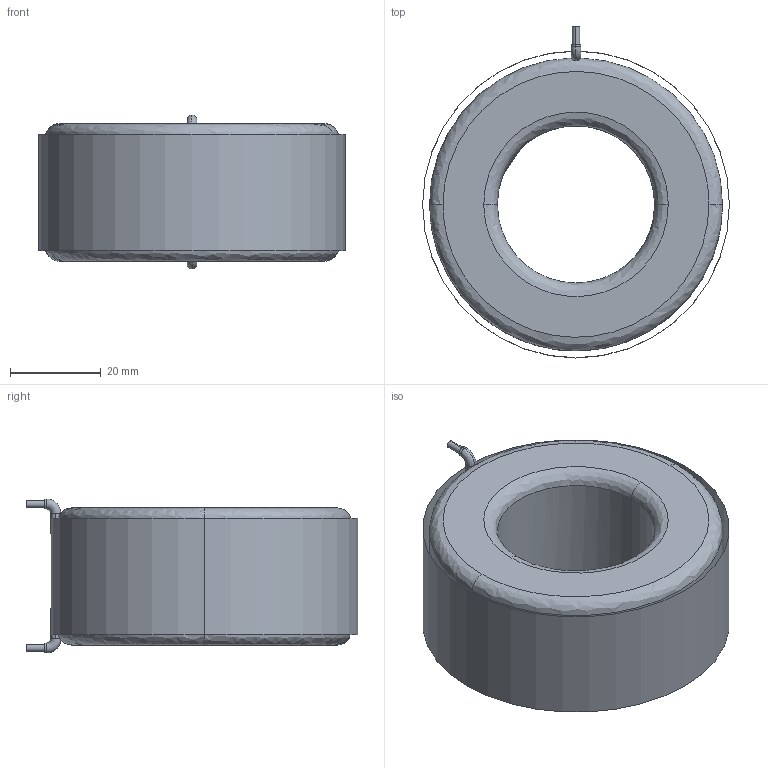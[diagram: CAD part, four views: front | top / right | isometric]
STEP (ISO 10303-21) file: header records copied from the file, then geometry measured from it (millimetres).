
FILE_DESCRIPTION (( 'STEP AP203' ), '1' );
FILE_NAME ('TJ9_1.STEP', '2014-06-19T08:58:20', ( '' ), ( '' ), 'SwSTEP 2.0', 'SolidWorks 2011', '' );
FILE_SCHEMA (( 'CONFIG_CONTROL_DESIGN' ));
Length unit declared in the file: millimetre
Products named in the file (1): TJ9_1
Bounding box: 67.76 x 73.27 x 34 mm (x, y, z)
Surface area: 18987.6 mm2 (no closed solid volume)
Topology: 0 solids, 2 shells, 44 faces, 111 edges, 71 vertices
Faces by surface type: cylinder 20, bspline 12, plane 8, torus 4
Entity records: 2382 total; most frequent: CARTESIAN_POINT 1282, DIRECTION 220, ORIENTED_EDGE 218, EDGE_CURVE 111, AXIS2_PLACEMENT_3D 99, VERTEX_POINT 71, CIRCLE 66, EDGE_LOOP 48
